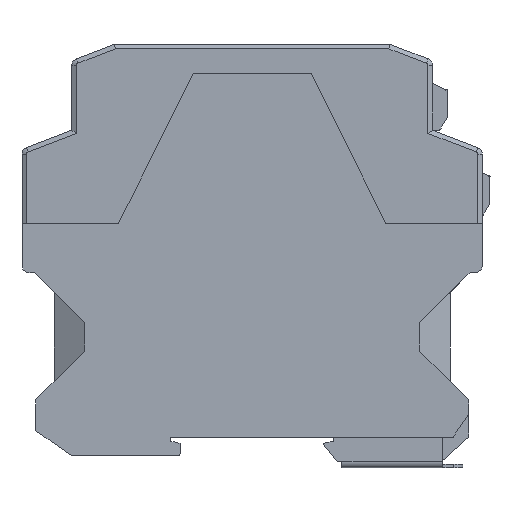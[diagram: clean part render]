
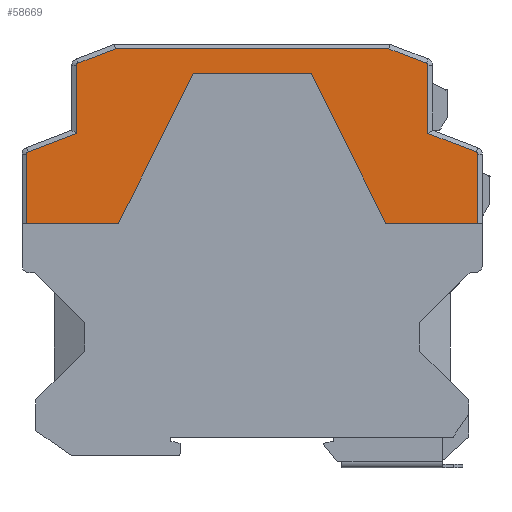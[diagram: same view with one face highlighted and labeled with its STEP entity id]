
A CAD part, left-side view. The second image highlights one B-rep face of the part: STEP entity #58669.
In plain terms, the highlighted face is planar.
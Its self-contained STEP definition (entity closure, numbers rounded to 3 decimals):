
#2141=CIRCLE('',#62020,0.5);
#2143=CIRCLE('',#62025,0.5);
#2169=CIRCLE('',#62174,0.5);
#2170=CIRCLE('',#62175,0.5);
#4756=VERTEX_POINT('',#84372);
#4757=VERTEX_POINT('',#84373);
#4768=VERTEX_POINT('',#84399);
#4769=VERTEX_POINT('',#84400);
#4780=VERTEX_POINT('',#84423);
#4781=VERTEX_POINT('',#84425);
#4821=VERTEX_POINT('',#84519);
#4822=VERTEX_POINT('',#84520);
#4843=VERTEX_POINT('',#84575);
#4850=VERTEX_POINT('',#84594);
#4978=VERTEX_POINT('',#84966);
#4979=VERTEX_POINT('',#84967);
#4982=VERTEX_POINT('',#84975);
#4983=VERTEX_POINT('',#84977);
#5011=VERTEX_POINT('',#85109);
#5012=VERTEX_POINT('',#85111);
#5016=VERTEX_POINT('',#85149);
#5017=VERTEX_POINT('',#85152);
#11112=VECTOR('',#69228,1.);
#11155=VECTOR('',#69285,1.);
#11181=VECTOR('',#69323,1.);
#11189=VECTOR('',#69334,1.);
#11367=VECTOR('',#69599,1.);
#11372=VECTOR('',#69605,1.);
#11374=VECTOR('',#69608,1.);
#11382=VECTOR('',#69619,1.);
#11437=VECTOR('',#69710,1.);
#11440=VECTOR('',#69715,1.);
#11455=VECTOR('',#69758,1.);
#11456=VECTOR('',#69759,1.);
#11457=VECTOR('',#69762,1.);
#11458=VECTOR('',#69763,1.);
#18614=LINE('',#84424,#11112);
#18657=LINE('',#84518,#11155);
#18683=LINE('',#84576,#11181);
#18691=LINE('',#84593,#11189);
#18869=LINE('',#84965,#11367);
#18874=LINE('',#84976,#11372);
#18876=LINE('',#84980,#11374);
#18884=LINE('',#84993,#11382);
#18939=LINE('',#85102,#11437);
#18942=LINE('',#85110,#11440);
#18957=LINE('',#85150,#11455);
#18958=LINE('',#85151,#11456);
#18959=LINE('',#85154,#11457);
#18960=LINE('',#85155,#11458);
#26597=EDGE_CURVE('',#4756,#4757,#2141,.T.);
#26609=EDGE_CURVE('',#4768,#4769,#2143,.T.);
#26621=EDGE_CURVE('',#4780,#4781,#18614,.T.);
#26666=EDGE_CURVE('',#4821,#4822,#18657,.T.);
#26694=EDGE_CURVE('',#4756,#4843,#18683,.T.);
#26702=EDGE_CURVE('',#4822,#4850,#18691,.T.);
#26897=EDGE_CURVE('',#4978,#4979,#18869,.T.);
#26902=EDGE_CURVE('',#4982,#4983,#18874,.T.);
#26904=EDGE_CURVE('',#4757,#4982,#18876,.T.);
#26912=EDGE_CURVE('',#4850,#4843,#18884,.T.);
#26969=EDGE_CURVE('',#4769,#4978,#18939,.T.);
#26972=EDGE_CURVE('',#5011,#5012,#18942,.T.);
#26992=EDGE_CURVE('',#4979,#5016,#2169,.T.);
#26993=EDGE_CURVE('',#5012,#4768,#18957,.T.);
#26994=EDGE_CURVE('',#5011,#5017,#18958,.T.);
#26995=EDGE_CURVE('',#4983,#5017,#2170,.T.);
#26996=EDGE_CURVE('',#4781,#4821,#18959,.T.);
#26997=EDGE_CURVE('',#5016,#4780,#18960,.T.);
#39127=ORIENTED_EDGE('',*,*,#26992,.F.);
#39128=ORIENTED_EDGE('',*,*,#26897,.F.);
#39129=ORIENTED_EDGE('',*,*,#26969,.F.);
#39130=ORIENTED_EDGE('',*,*,#26609,.F.);
#39131=ORIENTED_EDGE('',*,*,#26993,.F.);
#39132=ORIENTED_EDGE('',*,*,#26972,.F.);
#39133=ORIENTED_EDGE('',*,*,#26994,.T.);
#39134=ORIENTED_EDGE('',*,*,#26995,.F.);
#39135=ORIENTED_EDGE('',*,*,#26902,.F.);
#39136=ORIENTED_EDGE('',*,*,#26904,.F.);
#39137=ORIENTED_EDGE('',*,*,#26597,.F.);
#39138=ORIENTED_EDGE('',*,*,#26694,.T.);
#39139=ORIENTED_EDGE('',*,*,#26912,.F.);
#39140=ORIENTED_EDGE('',*,*,#26702,.F.);
#39141=ORIENTED_EDGE('',*,*,#26666,.F.);
#39142=ORIENTED_EDGE('',*,*,#26996,.F.);
#39143=ORIENTED_EDGE('',*,*,#26621,.F.);
#39144=ORIENTED_EDGE('',*,*,#26997,.F.);
#51759=EDGE_LOOP('',(#39127,#39128,#39129,#39130,#39131,#39132,#39133,#39134,
#39135,#39136,#39137,#39138,#39139,#39140,#39141,#39142,#39143,#39144));
#55265=FACE_BOUND('',#51759,.T.);
#58669=ADVANCED_FACE('',(#55265),#97812,.T.);
#62020=AXIS2_PLACEMENT_3D('',#84371,#69195,#69196);
#62025=AXIS2_PLACEMENT_3D('',#84398,#69213,#69214);
#62173=AXIS2_PLACEMENT_3D('',#85147,#69755,$);
#62174=AXIS2_PLACEMENT_3D('',#85148,#69756,#69757);
#62175=AXIS2_PLACEMENT_3D('',#85153,#69760,#69761);
#69195=DIRECTION('',(0.,0.,1.));
#69196=DIRECTION('',(0.5,0.,0.));
#69213=DIRECTION('',(0.,0.,1.));
#69214=DIRECTION('',(0.5,0.,0.));
#69228=DIRECTION('',(1.,0.,0.));
#69285=DIRECTION('',(1.,0.,0.));
#69323=DIRECTION('',(0.,-1.,0.));
#69334=DIRECTION('',(0.446,-0.895,0.));
#69599=DIRECTION('',(-0.934,-0.358,0.));
#69605=DIRECTION('',(0.,1.,0.));
#69608=DIRECTION('',(-0.934,0.358,0.));
#69619=DIRECTION('',(1.,0.,0.));
#69710=DIRECTION('',(0.,-1.,0.));
#69715=DIRECTION('',(-1.,0.,0.));
#69755=DIRECTION('',(0.,0.,-1.));
#69756=DIRECTION('',(0.,0.,1.));
#69757=DIRECTION('',(0.5,0.,0.));
#69758=DIRECTION('',(-0.934,-0.358,0.));
#69759=DIRECTION('',(0.934,-0.358,0.));
#69760=DIRECTION('',(0.,0.,1.));
#69761=DIRECTION('',(0.5,0.,0.));
#69762=DIRECTION('',(0.446,0.895,0.));
#69763=DIRECTION('',(0.,-1.,0.));
#84371=CARTESIAN_POINT('',(48.,91.368,3.8));
#84372=CARTESIAN_POINT('',(48.5,91.368,3.8));
#84373=CARTESIAN_POINT('',(48.179,91.835,3.8));
#84398=CARTESIAN_POINT('',(-37.3,110.438,3.8));
#84399=CARTESIAN_POINT('',(-37.479,110.904,3.8));
#84400=CARTESIAN_POINT('',(-37.8,110.438,3.8));
#84423=CARTESIAN_POINT('',(-48.5,76.5,3.8));
#84424=CARTESIAN_POINT('',(0.,76.5,3.8));
#84425=CARTESIAN_POINT('',(-28.75,76.5,3.8));
#84518=CARTESIAN_POINT('',(0.,108.7,3.8));
#84519=CARTESIAN_POINT('',(-12.7,108.7,3.8));
#84520=CARTESIAN_POINT('',(12.7,108.7,3.8));
#84575=CARTESIAN_POINT('',(48.5,76.5,3.8));
#84576=CARTESIAN_POINT('',(48.5,0.,3.8));
#84593=CARTESIAN_POINT('',(66.881,0.,3.8));
#84594=CARTESIAN_POINT('',(28.75,76.5,3.8));
#84965=CARTESIAN_POINT('',(0.,110.296,3.8));
#84966=CARTESIAN_POINT('',(-37.8,95.812,3.8));
#84967=CARTESIAN_POINT('',(-48.179,91.835,3.8));
#84975=CARTESIAN_POINT('',(37.8,95.812,3.8));
#84976=CARTESIAN_POINT('',(37.8,0.,3.8));
#84977=CARTESIAN_POINT('',(37.8,110.438,3.8));
#84980=CARTESIAN_POINT('',(0.,110.296,3.8));
#84993=CARTESIAN_POINT('',(0.,76.5,3.8));
#85102=CARTESIAN_POINT('',(-37.8,0.,3.8));
#85109=CARTESIAN_POINT('',(29.415,114.,3.8));
#85110=CARTESIAN_POINT('',(0.,114.,3.8));
#85111=CARTESIAN_POINT('',(-29.415,114.,3.8));
#85147=CARTESIAN_POINT('',(-32.387,84.907,3.8));
#85148=CARTESIAN_POINT('',(-48.,91.368,3.8));
#85149=CARTESIAN_POINT('',(-48.5,91.368,3.8));
#85150=CARTESIAN_POINT('',(0.,125.291,3.8));
#85151=CARTESIAN_POINT('',(0.,125.291,3.8));
#85152=CARTESIAN_POINT('',(37.479,110.904,3.8));
#85153=CARTESIAN_POINT('',(37.3,110.438,3.8));
#85154=CARTESIAN_POINT('',(-66.881,0.,3.8));
#85155=CARTESIAN_POINT('',(-48.5,0.,3.8));
#97812=PLANE('',#62173);
